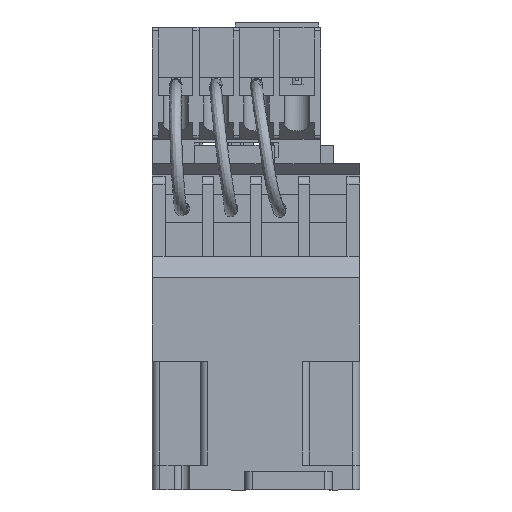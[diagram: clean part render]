
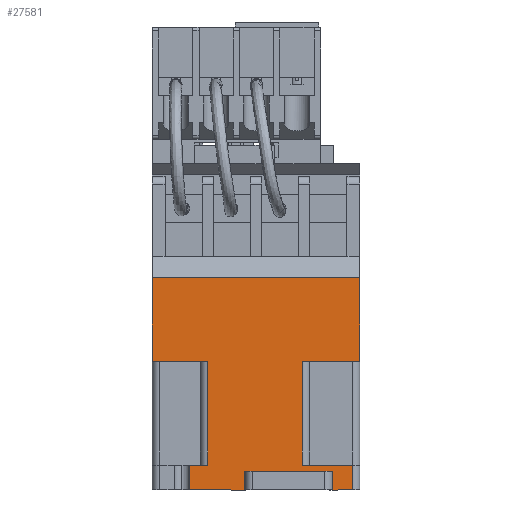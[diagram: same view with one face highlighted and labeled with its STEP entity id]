
A CAD part, front view. The second image highlights one B-rep face of the part: STEP entity #27581.
In plain terms, the highlighted face is planar.
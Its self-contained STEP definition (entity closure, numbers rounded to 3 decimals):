
#556 = DIRECTION ( 'NONE',  ( 0., 1., 0. ) ) ;
#673 = CARTESIAN_POINT ( 'NONE',  ( 38., 0., 0. ) ) ;
#1138 = EDGE_CURVE ( 'NONE', #29929, #27725, #31410, .T. ) ;
#1234 = CARTESIAN_POINT ( 'NONE',  ( 38., 65., 57.262 ) ) ;
#1321 = EDGE_CURVE ( 'NONE', #2445, #8738, #8616, .T. ) ;
#1473 = VECTOR ( 'NONE', #19482, 1000. ) ;
#1557 = VECTOR ( 'NONE', #556, 1000. ) ;
#1611 = CARTESIAN_POINT ( 'NONE',  ( 38., -3., 5. ) ) ;
#1998 = EDGE_CURVE ( 'NONE', #22194, #2445, #28754, .T. ) ;
#2040 = CARTESIAN_POINT ( 'NONE',  ( 38., -13., 34.712 ) ) ;
#2253 = DIRECTION ( 'NONE',  ( 0., 0., -1. ) ) ;
#2402 = DIRECTION ( 'NONE',  ( 0., 0., -1. ) ) ;
#2403 = CARTESIAN_POINT ( 'NONE',  ( 38., -28., 57.262 ) ) ;
#2445 = VERTEX_POINT ( 'NONE', #5840 ) ;
#3102 = ORIENTED_EDGE ( 'NONE', *, *, #9606, .T. ) ;
#3178 = DIRECTION ( 'NONE',  ( 0., 0., 1. ) ) ;
#3374 = DIRECTION ( 'NONE',  ( 0., -1., 0. ) ) ;
#3585 = CARTESIAN_POINT ( 'NONE',  ( 38., 65., 34.712 ) ) ;
#3797 = CARTESIAN_POINT ( 'NONE',  ( 38., 20.5, 5. ) ) ;
#3871 = DIRECTION ( 'NONE',  ( 0., -1., 0. ) ) ;
#3969 = VERTEX_POINT ( 'NONE', #20854 ) ;
#4460 = DIRECTION ( 'NONE',  ( 0., 0., 1. ) ) ;
#4849 = ORIENTED_EDGE ( 'NONE', *, *, #6247, .F. ) ;
#4993 = EDGE_CURVE ( 'NONE', #18499, #13309, #7048, .T. ) ;
#4999 = DIRECTION ( 'NONE',  ( 0., 1., 0. ) ) ;
#5221 = DIRECTION ( 'NONE',  ( 0., 1., 0. ) ) ;
#5233 = VECTOR ( 'NONE', #3178, 1000. ) ;
#5322 = VECTOR ( 'NONE', #5553, 1000. ) ;
#5553 = DIRECTION ( 'NONE',  ( 0., -1., 0. ) ) ;
#5840 = CARTESIAN_POINT ( 'NONE',  ( 38., 18.257, 5. ) ) ;
#6187 = VECTOR ( 'NONE', #10804, 1000. ) ;
#6222 = VECTOR ( 'NONE', #21803, 1000. ) ;
#6247 = EDGE_CURVE ( 'NONE', #8002, #24031, #22821, .T. ) ;
#6785 = EDGE_CURVE ( 'NONE', #8002, #18499, #13004, .T. ) ;
#6808 = LINE ( 'NONE', #1234, #1473 ) ;
#6971 = PLANE ( 'NONE',  #23965 ) ;
#7048 = LINE ( 'NONE', #3585, #6222 ) ;
#7057 = EDGE_CURVE ( 'NONE', #27725, #30629, #28084, .T. ) ;
#8002 = VERTEX_POINT ( 'NONE', #25329 ) ;
#8009 = VERTEX_POINT ( 'NONE', #22383 ) ;
#8075 = VECTOR ( 'NONE', #29798, 1000. ) ;
#8250 = VECTOR ( 'NONE', #31391, 1000. ) ;
#8616 = LINE ( 'NONE', #28877, #5322 ) ;
#8738 = VERTEX_POINT ( 'NONE', #15056 ) ;
#8955 = VECTOR ( 'NONE', #27785, 1000. ) ;
#8996 = EDGE_CURVE ( 'NONE', #31322, #15132, #15021, .T. ) ;
#9606 = EDGE_CURVE ( 'NONE', #16062, #16074, #27595, .T. ) ;
#9813 = CARTESIAN_POINT ( 'NONE',  ( 38., -3., 0. ) ) ;
#10003 = VECTOR ( 'NONE', #2402, 1000. ) ;
#10416 = CARTESIAN_POINT ( 'NONE',  ( 38., -18., 6.712 ) ) ;
#10792 = CARTESIAN_POINT ( 'NONE',  ( 38., 26., 0. ) ) ;
#10804 = DIRECTION ( 'NONE',  ( 0., -1., 0. ) ) ;
#11122 = CARTESIAN_POINT ( 'NONE',  ( 38., 20.5, 0. ) ) ;
#11135 = EDGE_CURVE ( 'NONE', #3969, #13309, #26271, .T. ) ;
#11342 = ORIENTED_EDGE ( 'NONE', *, *, #30478, .T. ) ;
#11792 = VECTOR ( 'NONE', #4999, 1000. ) ;
#12750 = EDGE_CURVE ( 'NONE', #31322, #22194, #13143, .T. ) ;
#13004 = LINE ( 'NONE', #25271, #8955 ) ;
#13053 = ORIENTED_EDGE ( 'NONE', *, *, #1321, .F. ) ;
#13143 = LINE ( 'NONE', #15801, #8250 ) ;
#13309 = VERTEX_POINT ( 'NONE', #25892 ) ;
#15021 = LINE ( 'NONE', #673, #1557 ) ;
#15056 = CARTESIAN_POINT ( 'NONE',  ( 38., -1.344, 5. ) ) ;
#15132 = VERTEX_POINT ( 'NONE', #10792 ) ;
#15254 = LINE ( 'NONE', #19481, #20979 ) ;
#15327 = LINE ( 'NONE', #15564, #23074 ) ;
#15564 = CARTESIAN_POINT ( 'NONE',  ( 38., -15., 6.712 ) ) ;
#15801 = CARTESIAN_POINT ( 'NONE',  ( 38., 20.5, -88. ) ) ;
#15891 = VECTOR ( 'NONE', #22573, 1000. ) ;
#16062 = VERTEX_POINT ( 'NONE', #2403 ) ;
#16074 = VERTEX_POINT ( 'NONE', #28150 ) ;
#17226 = ORIENTED_EDGE ( 'NONE', *, *, #26419, .F. ) ;
#17348 = ORIENTED_EDGE ( 'NONE', *, *, #1998, .F. ) ;
#18098 = LINE ( 'NONE', #23684, #22572 ) ;
#18267 = LINE ( 'NONE', #21285, #5233 ) ;
#18499 = VERTEX_POINT ( 'NONE', #29163 ) ;
#18956 = ORIENTED_EDGE ( 'NONE', *, *, #12750, .F. ) ;
#19054 = VECTOR ( 'NONE', #33219, 1000. ) ;
#19207 = VECTOR ( 'NONE', #30405, 1000. ) ;
#19481 = CARTESIAN_POINT ( 'NONE',  ( 38., -28., 34.712 ) ) ;
#19482 = DIRECTION ( 'NONE',  ( 0., -1., 0. ) ) ;
#19848 = ORIENTED_EDGE ( 'NONE', *, *, #6785, .T. ) ;
#19981 = CARTESIAN_POINT ( 'NONE',  ( 38., 29.898, 6.712 ) ) ;
#20262 = CARTESIAN_POINT ( 'NONE',  ( 38., -3., -88. ) ) ;
#20323 = ORIENTED_EDGE ( 'NONE', *, *, #8996, .T. ) ;
#20854 = CARTESIAN_POINT ( 'NONE',  ( 38., 28., 57.262 ) ) ;
#20979 = VECTOR ( 'NONE', #3871, 1000. ) ;
#21285 = CARTESIAN_POINT ( 'NONE',  ( 38., 26., 93. ) ) ;
#21644 = EDGE_CURVE ( 'NONE', #24540, #16074, #15254, .T. ) ;
#21803 = DIRECTION ( 'NONE',  ( 0., 1., 0. ) ) ;
#21852 = CARTESIAN_POINT ( 'NONE',  ( 38., -28., 93. ) ) ;
#21894 = CARTESIAN_POINT ( 'NONE',  ( 38., -18., 93. ) ) ;
#22194 = VERTEX_POINT ( 'NONE', #3797 ) ;
#22262 = VERTEX_POINT ( 'NONE', #1611 ) ;
#22383 = CARTESIAN_POINT ( 'NONE',  ( 38., -13., 6.712 ) ) ;
#22517 = ORIENTED_EDGE ( 'NONE', *, *, #27502, .T. ) ;
#22530 = ORIENTED_EDGE ( 'NONE', *, *, #1138, .T. ) ;
#22536 = ORIENTED_EDGE ( 'NONE', *, *, #11135, .F. ) ;
#22572 = VECTOR ( 'NONE', #2253, 1000. ) ;
#22573 = DIRECTION ( 'NONE',  ( 0., 1., 0. ) ) ;
#22821 = LINE ( 'NONE', #19981, #15891 ) ;
#23074 = VECTOR ( 'NONE', #5221, 1000. ) ;
#23220 = ORIENTED_EDGE ( 'NONE', *, *, #21644, .F. ) ;
#23526 = CARTESIAN_POINT ( 'NONE',  ( 38., 0., 0. ) ) ;
#23684 = CARTESIAN_POINT ( 'NONE',  ( 38., -13., 93. ) ) ;
#23800 = ORIENTED_EDGE ( 'NONE', *, *, #33771, .F. ) ;
#23965 = AXIS2_PLACEMENT_3D ( 'NONE', #25391, #28248, #4460 ) ;
#24031 = VERTEX_POINT ( 'NONE', #31201 ) ;
#24540 = VERTEX_POINT ( 'NONE', #2040 ) ;
#24738 = EDGE_CURVE ( 'NONE', #15132, #24031, #18267, .T. ) ;
#25196 = ORIENTED_EDGE ( 'NONE', *, *, #4993, .T. ) ;
#25271 = CARTESIAN_POINT ( 'NONE',  ( 38., 12.5, 93. ) ) ;
#25329 = CARTESIAN_POINT ( 'NONE',  ( 38., 12.5, 6.712 ) ) ;
#25391 = CARTESIAN_POINT ( 'NONE',  ( 38., 65., 93. ) ) ;
#25629 = CARTESIAN_POINT ( 'NONE',  ( 38., 28., 93. ) ) ;
#25892 = CARTESIAN_POINT ( 'NONE',  ( 38., 28., 34.712 ) ) ;
#26271 = LINE ( 'NONE', #25629, #10003 ) ;
#26419 = EDGE_CURVE ( 'NONE', #29929, #8009, #15327, .T. ) ;
#26486 = CARTESIAN_POINT ( 'NONE',  ( 38., 65., 5. ) ) ;
#27502 = EDGE_CURVE ( 'NONE', #24540, #8009, #18098, .T. ) ;
#27581 = ADVANCED_FACE ( 'NONE', ( #29074 ), #6971, .F. ) ;
#27595 = LINE ( 'NONE', #21852, #8075 ) ;
#27725 = VERTEX_POINT ( 'NONE', #33804 ) ;
#27785 = DIRECTION ( 'NONE',  ( 0., 0., 1. ) ) ;
#28001 = LINE ( 'NONE', #20262, #19054 ) ;
#28084 = LINE ( 'NONE', #23526, #11792 ) ;
#28150 = CARTESIAN_POINT ( 'NONE',  ( 38., -28., 34.712 ) ) ;
#28248 = DIRECTION ( 'NONE',  ( -1., 0., 0. ) ) ;
#28754 = LINE ( 'NONE', #26486, #32408 ) ;
#28877 = CARTESIAN_POINT ( 'NONE',  ( 38., 65., 5. ) ) ;
#29074 = FACE_OUTER_BOUND ( 'NONE', #33041, .T. ) ;
#29163 = CARTESIAN_POINT ( 'NONE',  ( 38., 12.5, 34.712 ) ) ;
#29274 = EDGE_CURVE ( 'NONE', #30629, #22262, #28001, .T. ) ;
#29798 = DIRECTION ( 'NONE',  ( 0., 0., -1. ) ) ;
#29910 = ORIENTED_EDGE ( 'NONE', *, *, #29274, .T. ) ;
#29929 = VERTEX_POINT ( 'NONE', #10416 ) ;
#30405 = DIRECTION ( 'NONE',  ( 0., 0., -1. ) ) ;
#30478 = EDGE_CURVE ( 'NONE', #3969, #16062, #6808, .T. ) ;
#30610 = LINE ( 'NONE', #31271, #6187 ) ;
#30629 = VERTEX_POINT ( 'NONE', #9813 ) ;
#30909 = ORIENTED_EDGE ( 'NONE', *, *, #24738, .T. ) ;
#31070 = ORIENTED_EDGE ( 'NONE', *, *, #7057, .T. ) ;
#31201 = CARTESIAN_POINT ( 'NONE',  ( 38., 26., 6.712 ) ) ;
#31271 = CARTESIAN_POINT ( 'NONE',  ( 38., 65., 5. ) ) ;
#31322 = VERTEX_POINT ( 'NONE', #11122 ) ;
#31391 = DIRECTION ( 'NONE',  ( 0., 0., 1. ) ) ;
#31410 = LINE ( 'NONE', #21894, #19207 ) ;
#32408 = VECTOR ( 'NONE', #3374, 1000. ) ;
#33041 = EDGE_LOOP ( 'NONE', ( #17226, #22530, #31070, #29910, #23800, #13053, #17348, #18956, #20323, #30909, #4849, #19848, #25196, #22536, #11342, #3102, #23220, #22517 ) ) ;
#33219 = DIRECTION ( 'NONE',  ( 0., 0., 1. ) ) ;
#33771 = EDGE_CURVE ( 'NONE', #8738, #22262, #30610, .T. ) ;
#33804 = CARTESIAN_POINT ( 'NONE',  ( 38., -18., 0. ) ) ;
